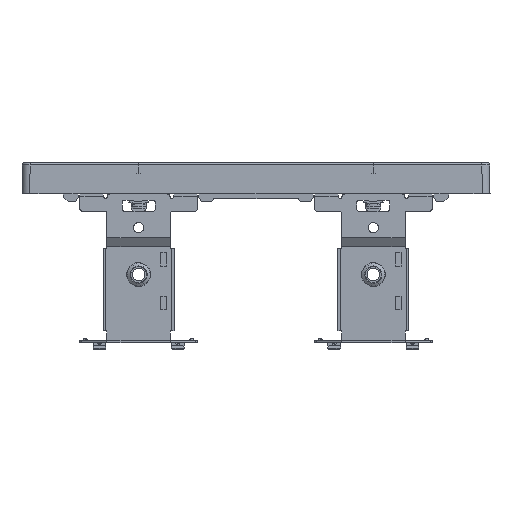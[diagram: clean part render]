
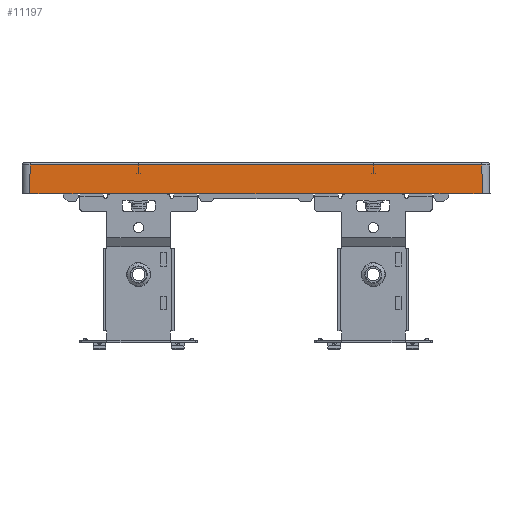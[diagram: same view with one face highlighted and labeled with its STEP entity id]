
A CAD part, left-side view. The second image highlights one B-rep face of the part: STEP entity #11197.
In plain terms, the highlighted planar face has unit normal (-1, 0, 0.009).
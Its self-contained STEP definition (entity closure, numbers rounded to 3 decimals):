
#1000=DIRECTION('',(0.,1.,0.));
#1001=VECTOR('',#1000,21.5);
#1002=CARTESIAN_POINT('',(-233.,-144.5,-10.));
#1003=LINE('',#1002,#1001);
#1852=DIRECTION('',(0.,1.,0.));
#1853=VECTOR('',#1852,21.5);
#1854=CARTESIAN_POINT('',(-233.,123.,-10.));
#1855=LINE('',#1854,#1853);
#3450=DIRECTION('',(0.,1.,0.));
#3451=VECTOR('',#3450,77.);
#3452=CARTESIAN_POINT('',(-233.,36.5,-10.));
#3453=LINE('',#3452,#3451);
#3561=DIRECTION('',(0.,1.,0.));
#3562=VECTOR('',#3561,77.);
#3563=CARTESIAN_POINT('',(-233.,-113.5,-10.));
#3564=LINE('',#3563,#3562);
#3687=DIRECTION('',(0.,1.,0.));
#3688=VECTOR('',#3687,9.5);
#3689=CARTESIAN_POINT('',(-233.,-123.,-10.));
#3690=LINE('',#3689,#3688);
#3731=DIRECTION('',(0.009,0.009,1.));
#3732=VECTOR('',#3731,18.514);
#3733=CARTESIAN_POINT('',(-233.,-144.5,-10.));
#3734=LINE('',#3733,#3732);
#3735=DIRECTION('',(-0.009,0.009,-1.));
#3736=VECTOR('',#3735,18.514);
#3737=CARTESIAN_POINT('',(-232.838,144.339,8.513));
#3738=LINE('',#3737,#3736);
#3748=DIRECTION('',(0.,-1.,0.));
#3749=VECTOR('',#3748,288.677);
#3750=CARTESIAN_POINT('',(-232.838,144.339,8.513));
#3751=LINE('',#3750,#3749);
#3767=CARTESIAN_POINT('',(-233.,-144.5,-10.));
#3806=DIRECTION('',(0.,1.,0.));
#3807=VECTOR('',#3806,73.);
#3808=CARTESIAN_POINT('',(-233.,-36.5,-10.));
#3809=LINE('',#3808,#3807);
#3942=DIRECTION('',(0.,1.,0.));
#3943=VECTOR('',#3942,9.5);
#3944=CARTESIAN_POINT('',(-233.,113.5,-10.));
#3945=LINE('',#3944,#3943);
#5153=CARTESIAN_POINT('',(-233.,36.5,-10.));
#5154=VERTEX_POINT('',#5153);
#5155=CARTESIAN_POINT('',(-233.,113.5,-10.));
#5156=VERTEX_POINT('',#5155);
#5163=CARTESIAN_POINT('',(-233.,123.,-10.));
#5164=VERTEX_POINT('',#5163);
#5165=CARTESIAN_POINT('',(-233.,144.5,
-10.));
#5166=VERTEX_POINT('',#5165);
#5170=VERTEX_POINT('',#3767);
#5172=CARTESIAN_POINT('',(-233.,-123.,-10.));
#5173=VERTEX_POINT('',#5172);
#5176=CARTESIAN_POINT('',(-233.,-113.5,-10.));
#5177=VERTEX_POINT('',#5176);
#5178=CARTESIAN_POINT('',(-233.,-36.5,-10.));
#5179=VERTEX_POINT('',#5178);
#5206=CARTESIAN_POINT('',(-232.838,144.339,8.513));
#5207=CARTESIAN_POINT('',(-232.838,-144.339,
8.513));
#5208=VERTEX_POINT('',#5206);
#5209=VERTEX_POINT('',#5207);
#11175=CARTESIAN_POINT('',(-233.,149.5,-10.));
#11176=DIRECTION('',(1.,0.,-0.009));
#11177=DIRECTION('',(0.,-1.,0.));
#11178=AXIS2_PLACEMENT_3D('',#11175,#11176,#11177);
#11179=PLANE('',#11178);
#11181=ORIENTED_EDGE('',*,*,#11180,.T.);
#11183=ORIENTED_EDGE('',*,*,#11182,.F.);
#11184=ORIENTED_EDGE('',*,*,#7493,.T.);
#11185=ORIENTED_EDGE('',*,*,#11119,.T.);
#11186=ORIENTED_EDGE('',*,*,#10941,.T.);
#11188=ORIENTED_EDGE('',*,*,#11187,.T.);
#11189=ORIENTED_EDGE('',*,*,#10776,.T.);
#11191=ORIENTED_EDGE('',*,*,#11190,.T.);
#11192=ORIENTED_EDGE('',*,*,#8755,.T.);
#11194=ORIENTED_EDGE('',*,*,#11193,.F.);
#11195=EDGE_LOOP('',(#11181,#11183,#11184,#11185,#11186,#11188,#11189,#11191,
#11192,#11194));
#11196=FACE_OUTER_BOUND('',#11195,.F.);
#11197=ADVANCED_FACE('',(#11196),#11179,.F.);
#7493=EDGE_CURVE('',#5170,#5173,#1003,.T.);
#8755=EDGE_CURVE('',#5164,#5166,#1855,.T.);
#10776=EDGE_CURVE('',#5154,#5156,#3453,.T.);
#10941=EDGE_CURVE('',#5177,#5179,#3564,.T.);
#11119=EDGE_CURVE('',#5173,#5177,#3690,.T.);
#11180=EDGE_CURVE('',#5208,#5209,#3751,.T.);
#11182=EDGE_CURVE('',#5170,#5209,#3734,.T.);
#11187=EDGE_CURVE('',#5179,#5154,#3809,.T.);
#11190=EDGE_CURVE('',#5156,#5164,#3945,.T.);
#11193=EDGE_CURVE('',#5208,#5166,#3738,.T.);
